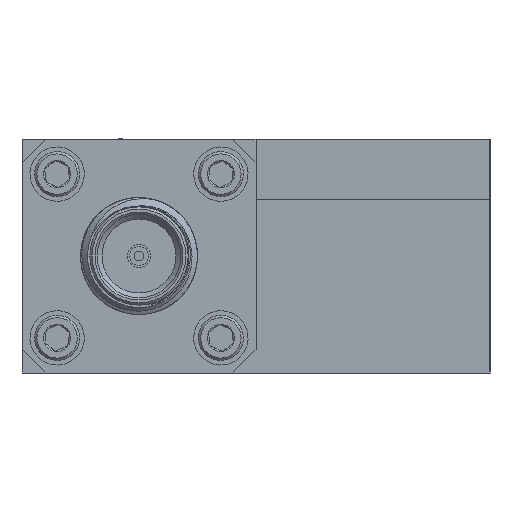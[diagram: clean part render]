
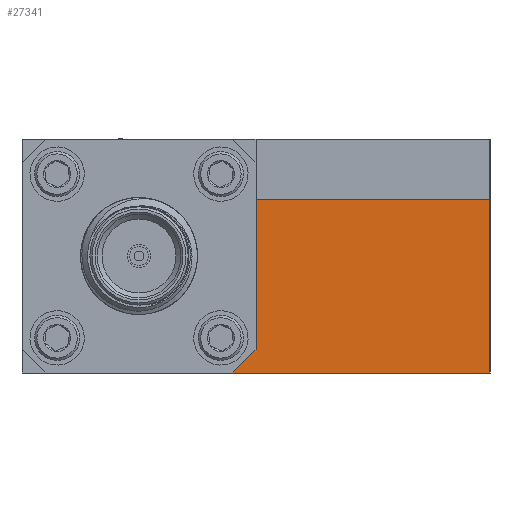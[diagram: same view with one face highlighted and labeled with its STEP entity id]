
A CAD part, left-side view. The second image highlights one B-rep face of the part: STEP entity #27341.
In plain terms, the highlighted planar face has unit normal (-1, 0, 0).
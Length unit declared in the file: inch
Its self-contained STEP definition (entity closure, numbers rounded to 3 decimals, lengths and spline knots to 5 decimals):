
#639 = ORIENTED_EDGE ( 'NONE', *, *, #18712, .F. ) ;
#1061 = CARTESIAN_POINT ( 'NONE',  ( -1.25, 0.05, -0.25 ) ) ;
#1397 = VERTEX_POINT ( 'NONE', #3321 ) ;
#1811 = DIRECTION ( 'NONE',  ( 0., -1., 0. ) ) ;
#2517 = ORIENTED_EDGE ( 'NONE', *, *, #24090, .F. ) ;
#3194 = DIRECTION ( 'NONE',  ( 0., -1., 0. ) ) ;
#3272 = EDGE_CURVE ( 'NONE', #4639, #23565, #18416, .T. ) ;
#3321 = CARTESIAN_POINT ( 'NONE',  ( -1.25, -0.5, -0.25 ) ) ;
#3982 = VECTOR ( 'NONE', #3194, 39.37008 ) ;
#4639 = VERTEX_POINT ( 'NONE', #14299 ) ;
#4789 = EDGE_CURVE ( 'NONE', #23565, #1397, #6727, .T. ) ;
#5636 = EDGE_CURVE ( 'NONE', #4639, #8717, #30396, .T. ) ;
#5875 = DIRECTION ( 'NONE',  ( 0., 1., 0. ) ) ;
#6479 = CARTESIAN_POINT ( 'NONE',  ( -1.25, 0., -0.25 ) ) ;
#6727 = LINE ( 'NONE', #7426, #23071 ) ;
#7426 = CARTESIAN_POINT ( 'NONE',  ( -1.25, -0.5, -0.25 ) ) ;
#7636 = VECTOR ( 'NONE', #21623, 39.37008 ) ;
#8717 = VERTEX_POINT ( 'NONE', #20722 ) ;
#10141 = CARTESIAN_POINT ( 'NONE',  ( -1.25, 0.025, -0.225 ) ) ;
#10663 = DIRECTION ( 'NONE',  ( 0., 0.707, -0.707 ) ) ;
#11322 = FACE_OUTER_BOUND ( 'NONE', #24421, .T. ) ;
#14299 = CARTESIAN_POINT ( 'NONE',  ( -1.25, 0., -0.2 ) ) ;
#14818 = AXIS2_PLACEMENT_3D ( 'NONE', #27161, #16778, #5875 ) ;
#16298 = ORIENTED_EDGE ( 'NONE', *, *, #5636, .F. ) ;
#16352 = ORIENTED_EDGE ( 'NONE', *, *, #3272, .T. ) ;
#16778 = DIRECTION ( 'NONE',  ( 1., 0., 0. ) ) ;
#16953 = VECTOR ( 'NONE', #19663, 39.37008 ) ;
#18169 = ORIENTED_EDGE ( 'NONE', *, *, #4789, .T. ) ;
#18416 = LINE ( 'NONE', #10141, #31032 ) ;
#18712 = EDGE_CURVE ( 'NONE', #8717, #26620, #19696, .T. ) ;
#19010 = CARTESIAN_POINT ( 'NONE',  ( -1.25, -0.5, 0.12 ) ) ;
#19663 = DIRECTION ( 'NONE',  ( 0., 0., 1. ) ) ;
#19696 = LINE ( 'NONE', #19010, #3982 ) ;
#20722 = CARTESIAN_POINT ( 'NONE',  ( -1.25, 0., 0.12 ) ) ;
#21623 = DIRECTION ( 'NONE',  ( 0., 0., -1. ) ) ;
#23071 = VECTOR ( 'NONE', #1811, 39.37008 ) ;
#23565 = VERTEX_POINT ( 'NONE', #1061 ) ;
#24090 = EDGE_CURVE ( 'NONE', #26620, #1397, #26550, .T. ) ;
#24421 = EDGE_LOOP ( 'NONE', ( #639, #16298, #16352, #18169, #2517 ) ) ;
#26550 = LINE ( 'NONE', #29195, #7636 ) ;
#26620 = VERTEX_POINT ( 'NONE', #29191 ) ;
#27161 = CARTESIAN_POINT ( 'NONE',  ( -1.25, -0.5, 0.25 ) ) ;
#27341 = ADVANCED_FACE ( 'NONE', ( #11322 ), #32434, .F. ) ;
#29191 = CARTESIAN_POINT ( 'NONE',  ( -1.25, -0.5, 0.12 ) ) ;
#29195 = CARTESIAN_POINT ( 'NONE',  ( -1.25, -0.5, 0.25 ) ) ;
#30396 = LINE ( 'NONE', #6479, #16953 ) ;
#31032 = VECTOR ( 'NONE', #10663, 39.37008 ) ;
#32434 = PLANE ( 'NONE',  #14818 ) ;
